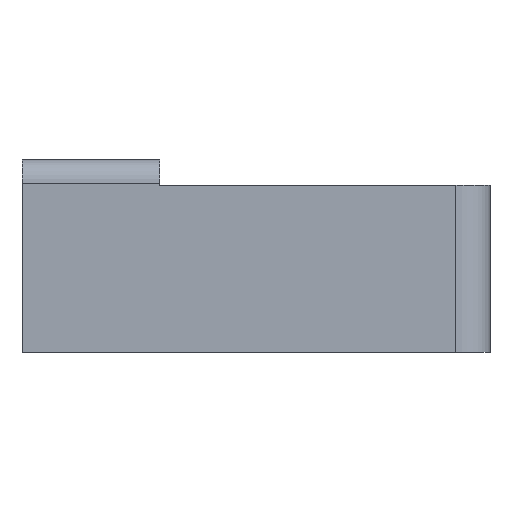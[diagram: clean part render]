
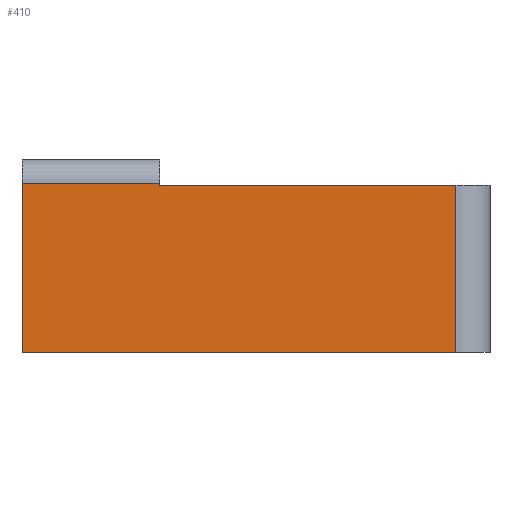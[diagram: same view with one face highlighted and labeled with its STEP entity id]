
A CAD part, front view. The second image highlights one B-rep face of the part: STEP entity #410.
In plain terms, the highlighted planar face has unit normal (0, -1, 0).
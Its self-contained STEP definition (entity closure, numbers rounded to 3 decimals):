
#68 = CARTESIAN_POINT ( 'NONE',  ( -5.015, 0.003, 1.98 ) ) ;
#79 = CARTESIAN_POINT ( 'NONE',  ( 5.015, 0.003, 1.93 ) ) ;
#83 = VERTEX_POINT ( 'NONE', #907 ) ;
#95 = CARTESIAN_POINT ( 'NONE',  ( -1.835, 0.003, 1.98 ) ) ;
#106 = DIRECTION ( 'NONE',  ( -1., 0., 0. ) ) ;
#112 = VECTOR ( 'NONE', #106, 1000. ) ;
#152 = EDGE_CURVE ( 'NONE', #638, #83, #353, .T. ) ;
#164 = ORIENTED_EDGE ( 'NONE', *, *, #152, .F. ) ;
#180 = ORIENTED_EDGE ( 'NONE', *, *, #816, .T. ) ;
#209 = ORIENTED_EDGE ( 'NONE', *, *, #341, .F. ) ;
#244 = ORIENTED_EDGE ( 'NONE', *, *, #283, .F. ) ;
#277 = VECTOR ( 'NONE', #581, 1000. ) ;
#283 = EDGE_CURVE ( 'NONE', #950, #530, #333, .T. ) ;
#288 = VECTOR ( 'NONE', #930, 1000. ) ;
#319 = CARTESIAN_POINT ( 'NONE',  ( -5.015, 0.003, 1.93 ) ) ;
#333 = LINE ( 'NONE', #481, #377 ) ;
#338 = CARTESIAN_POINT ( 'NONE',  ( -1.835, 0.003, 1.93 ) ) ;
#341 = EDGE_CURVE ( 'NONE', #784, #638, #975, .T. ) ;
#344 = LINE ( 'NONE', #68, #809 ) ;
#349 = CARTESIAN_POINT ( 'NONE',  ( 5.015, 0.003, 1.93 ) ) ;
#352 = ORIENTED_EDGE ( 'NONE', *, *, #500, .T. ) ;
#353 = LINE ( 'NONE', #982, #277 ) ;
#357 = PLANE ( 'NONE',  #958 ) ;
#363 = DIRECTION ( 'NONE',  ( 0., -1., 0. ) ) ;
#377 = VECTOR ( 'NONE', #886, 1000. ) ;
#410 = ADVANCED_FACE ( 'NONE', ( #557 ), #357, .T. ) ;
#421 = LINE ( 'NONE', #319, #288 ) ;
#422 = CARTESIAN_POINT ( 'NONE',  ( 5.015, 0.003, -1.93 ) ) ;
#457 = DIRECTION ( 'NONE',  ( -1., 0., 0. ) ) ;
#481 = CARTESIAN_POINT ( 'NONE',  ( -1.835, 0.003, 1.93 ) ) ;
#500 = EDGE_CURVE ( 'NONE', #782, #83, #421, .T. ) ;
#521 = EDGE_CURVE ( 'NONE', #784, #530, #912, .T. ) ;
#530 = VERTEX_POINT ( 'NONE', #338 ) ;
#535 = CARTESIAN_POINT ( 'NONE',  ( -5.015, 0.003, 1.98 ) ) ;
#557 = FACE_OUTER_BOUND ( 'NONE', #712, .T. ) ;
#581 = DIRECTION ( 'NONE',  ( -1., 0., 0. ) ) ;
#638 = VERTEX_POINT ( 'NONE', #422 ) ;
#639 = ORIENTED_EDGE ( 'NONE', *, *, #521, .T. ) ;
#712 = EDGE_LOOP ( 'NONE', ( #164, #209, #639, #244, #180, #352 ) ) ;
#759 = CARTESIAN_POINT ( 'NONE',  ( -5.015, 0.003, 1.93 ) ) ;
#782 = VERTEX_POINT ( 'NONE', #535 ) ;
#784 = VERTEX_POINT ( 'NONE', #79 ) ;
#809 = VECTOR ( 'NONE', #457, 1000. ) ;
#816 = EDGE_CURVE ( 'NONE', #950, #782, #344, .T. ) ;
#886 = DIRECTION ( 'NONE',  ( 0., 0., -1. ) ) ;
#907 = CARTESIAN_POINT ( 'NONE',  ( -5.015, 0.003, -1.93 ) ) ;
#912 = LINE ( 'NONE', #957, #112 ) ;
#930 = DIRECTION ( 'NONE',  ( 0., 0., -1. ) ) ;
#950 = VERTEX_POINT ( 'NONE', #95 ) ;
#957 = CARTESIAN_POINT ( 'NONE',  ( -5.015, 0.003, 1.93 ) ) ;
#958 = AXIS2_PLACEMENT_3D ( 'NONE', #759, #363, #986 ) ;
#973 = DIRECTION ( 'NONE',  ( 0., 0., -1. ) ) ;
#975 = LINE ( 'NONE', #349, #976 ) ;
#976 = VECTOR ( 'NONE', #973, 1000. ) ;
#982 = CARTESIAN_POINT ( 'NONE',  ( -5.015, 0.003, -1.93 ) ) ;
#986 = DIRECTION ( 'NONE',  ( 0., 0., -1. ) ) ;
